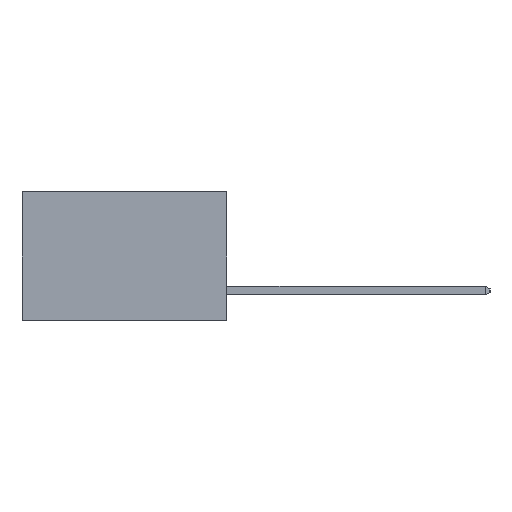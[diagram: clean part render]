
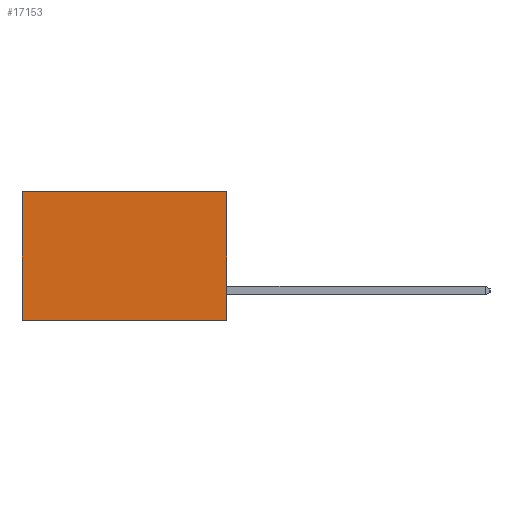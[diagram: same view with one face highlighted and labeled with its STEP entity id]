
A CAD part, left-side view. The second image highlights one B-rep face of the part: STEP entity #17153.
In plain terms, the highlighted planar face has unit normal (-1, 0, 0).
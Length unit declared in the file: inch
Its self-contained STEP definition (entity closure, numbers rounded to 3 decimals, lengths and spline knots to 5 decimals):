
#188 = VECTOR ( 'NONE', #3862, 39.37008 ) ;
#1009 = LINE ( 'NONE', #11742, #16152 ) ;
#1123 = DIRECTION ( 'NONE',  ( 0., 0., -1. ) ) ;
#1519 = EDGE_CURVE ( 'NONE', #10496, #10396, #13471, .T. ) ;
#1734 = EDGE_LOOP ( 'NONE', ( #13459, #3930, #6109, #11958 ) ) ;
#2193 = LINE ( 'NONE', #11530, #17186 ) ;
#3008 = PLANE ( 'NONE',  #13956 ) ;
#3862 = DIRECTION ( 'NONE',  ( 0., 1., 0. ) ) ;
#3930 = ORIENTED_EDGE ( 'NONE', *, *, #9318, .F. ) ;
#4103 = CARTESIAN_POINT ( 'NONE',  ( 0.277, 0.59, -0.37 ) ) ;
#4301 = LINE ( 'NONE', #8315, #188 ) ;
#6109 = ORIENTED_EDGE ( 'NONE', *, *, #1519, .F. ) ;
#6506 = EDGE_CURVE ( 'NONE', #10496, #9486, #1009, .T. ) ;
#7219 = VERTEX_POINT ( 'NONE', #4103 ) ;
#7575 = CARTESIAN_POINT ( 'NONE',  ( 0.277, 0., -0.37 ) ) ;
#8315 = CARTESIAN_POINT ( 'NONE',  ( 0.277, 0., -0.37 ) ) ;
#8425 = CARTESIAN_POINT ( 'NONE',  ( 0.277, 0., -0.37 ) ) ;
#9047 = DIRECTION ( 'NONE',  ( 0., 0., -1. ) ) ;
#9228 = CARTESIAN_POINT ( 'NONE',  ( 0.277, 0., -0.37 ) ) ;
#9318 = EDGE_CURVE ( 'NONE', #10396, #7219, #4301, .T. ) ;
#9486 = VERTEX_POINT ( 'NONE', #12926 ) ;
#10396 = VERTEX_POINT ( 'NONE', #9228 ) ;
#10496 = VERTEX_POINT ( 'NONE', #11092 ) ;
#11092 = CARTESIAN_POINT ( 'NONE',  ( 0.277, 0., 0. ) ) ;
#11530 = CARTESIAN_POINT ( 'NONE',  ( 0.277, 0.59, -0.37 ) ) ;
#11638 = DIRECTION ( 'NONE',  ( 0., 1., 0. ) ) ;
#11742 = CARTESIAN_POINT ( 'NONE',  ( 0.277, 0., 0. ) ) ;
#11958 = ORIENTED_EDGE ( 'NONE', *, *, #6506, .T. ) ;
#12926 = CARTESIAN_POINT ( 'NONE',  ( 0.277, 0.59, 0. ) ) ;
#13459 = ORIENTED_EDGE ( 'NONE', *, *, #18781, .T. ) ;
#13471 = LINE ( 'NONE', #8425, #16335 ) ;
#13859 = DIRECTION ( 'NONE',  ( 0., 0., -1. ) ) ;
#13956 = AXIS2_PLACEMENT_3D ( 'NONE', #7575, #17483, #9047 ) ;
#16152 = VECTOR ( 'NONE', #11638, 39.37008 ) ;
#16335 = VECTOR ( 'NONE', #13859, 39.37008 ) ;
#17153 = ADVANCED_FACE ( 'NONE', ( #17686 ), #3008, .F. ) ;
#17186 = VECTOR ( 'NONE', #1123, 39.37008 ) ;
#17483 = DIRECTION ( 'NONE',  ( 1., 0., 0. ) ) ;
#17686 = FACE_OUTER_BOUND ( 'NONE', #1734, .T. ) ;
#18781 = EDGE_CURVE ( 'NONE', #9486, #7219, #2193, .T. ) ;
